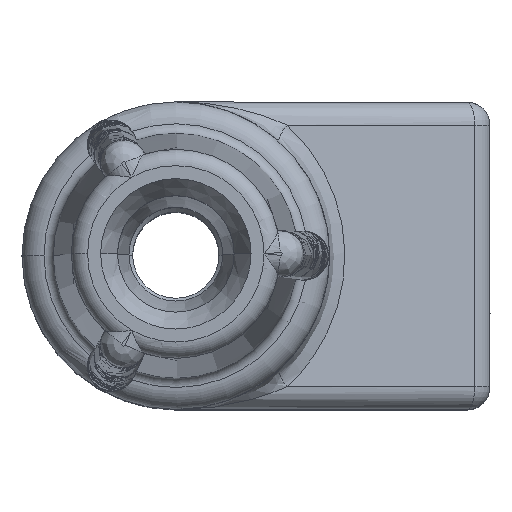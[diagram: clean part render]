
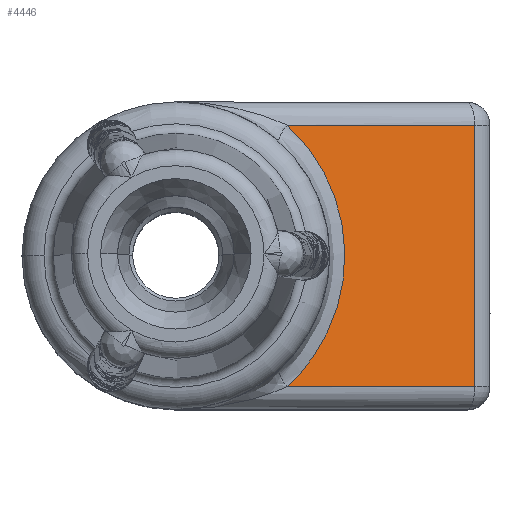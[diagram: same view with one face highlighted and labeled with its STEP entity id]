
A CAD part, top view. The second image highlights one B-rep face of the part: STEP entity #4446.
In plain terms, the highlighted planar face has unit normal (0.342, 0, 0.94).
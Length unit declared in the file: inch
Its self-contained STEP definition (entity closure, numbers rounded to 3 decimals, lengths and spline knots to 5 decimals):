
#160 = DIRECTION ( 'NONE',  ( 0., 1., 0. ) ) ;
#166 = CARTESIAN_POINT ( 'NONE',  ( 0., 0.4015, -3.37277 ) ) ;
#247 = LINE ( 'NONE', #4411, #4246 ) ;
#402 = EDGE_CURVE ( 'NONE', #1493, #10803, #5353, .T. ) ;
#571 = EDGE_CURVE ( 'NONE', #9784, #8425, #3766, .T. ) ;
#1239 = EDGE_CURVE ( 'NONE', #10803, #9784, #9530, .T. ) ;
#1493 = VERTEX_POINT ( 'NONE', #5880 ) ;
#1928 = AXIS2_PLACEMENT_3D ( 'NONE', #3147, #7321, #11490 ) ;
#2160 = CARTESIAN_POINT ( 'NONE',  ( 0.34204, -0.4015, -3.49726 ) ) ;
#2166 = VECTOR ( 'NONE', #160, 39.37008 ) ;
#3064 = CARTESIAN_POINT ( 'NONE',  ( 0.91828, 0.4015, -3.707 ) ) ;
#3147 = CARTESIAN_POINT ( 'NONE',  ( 0.965, -0.4725, -3.724 ) ) ;
#3432 = CARTESIAN_POINT ( 'NONE',  ( 0.59468, -0.171, -3.58921 ) ) ;
#3766 =( BOUNDED_CURVE ( )  B_SPLINE_CURVE ( 3, ( #8626, #12795, #3432, #7601 ),
 .UNSPECIFIED., .F., .T. ) 
 B_SPLINE_CURVE_WITH_KNOTS ( ( 4, 4 ),
 ( 2.31041, 3.97278 ),
 .UNSPECIFIED. ) 
 CURVE ( )  GEOMETRIC_REPRESENTATION_ITEM ( )  RATIONAL_B_SPLINE_CURVE ( ( 1., 0.783, 0.783, 1. ) ) 
 REPRESENTATION_ITEM ( '' )  );
#4246 = VECTOR ( 'NONE', #8577, 39.37008 ) ;
#4336 = DIRECTION ( 'NONE',  ( -0.94, 0., 0.342 ) ) ;
#4411 = CARTESIAN_POINT ( 'NONE',  ( 0.965, -0.4015, -3.724 ) ) ;
#4446 = ADVANCED_FACE ( 'NONE', ( #8343 ), #12517, .T. ) ;
#5353 = LINE ( 'NONE', #9524, #2166 ) ;
#5407 = VECTOR ( 'NONE', #4336, 39.37008 ) ;
#5880 = CARTESIAN_POINT ( 'NONE',  ( 0.91828, -0.4015, -3.707 ) ) ;
#5941 = EDGE_LOOP ( 'NONE', ( #12228, #8050, #13245, #9078 ) ) ;
#7321 = DIRECTION ( 'NONE',  ( 0.342, 0., 0.94 ) ) ;
#7601 = CARTESIAN_POINT ( 'NONE',  ( 0.34204, -0.4015, -3.49726 ) ) ;
#8050 = ORIENTED_EDGE ( 'NONE', *, *, #9245, .T. ) ;
#8343 = FACE_OUTER_BOUND ( 'NONE', #5941, .T. ) ;
#8425 = VERTEX_POINT ( 'NONE', #2160 ) ;
#8577 = DIRECTION ( 'NONE',  ( 0.94, 0., -0.342 ) ) ;
#8626 = CARTESIAN_POINT ( 'NONE',  ( 0.34204, 0.4015, -3.49726 ) ) ;
#9078 = ORIENTED_EDGE ( 'NONE', *, *, #1239, .T. ) ;
#9245 = EDGE_CURVE ( 'NONE', #8425, #1493, #247, .T. ) ;
#9524 = CARTESIAN_POINT ( 'NONE',  ( 0.91828, -0.4725, -3.707 ) ) ;
#9530 = LINE ( 'NONE', #166, #5407 ) ;
#9784 = VERTEX_POINT ( 'NONE', #9916 ) ;
#9916 = CARTESIAN_POINT ( 'NONE',  ( 0.34204, 0.4015, -3.49726 ) ) ;
#10803 = VERTEX_POINT ( 'NONE', #3064 ) ;
#11490 = DIRECTION ( 'NONE',  ( 0.94, 0., -0.342 ) ) ;
#12228 = ORIENTED_EDGE ( 'NONE', *, *, #571, .T. ) ;
#12517 = PLANE ( 'NONE',  #1928 ) ;
#12795 = CARTESIAN_POINT ( 'NONE',  ( 0.59468, 0.171, -3.58921 ) ) ;
#13245 = ORIENTED_EDGE ( 'NONE', *, *, #402, .T. ) ;
